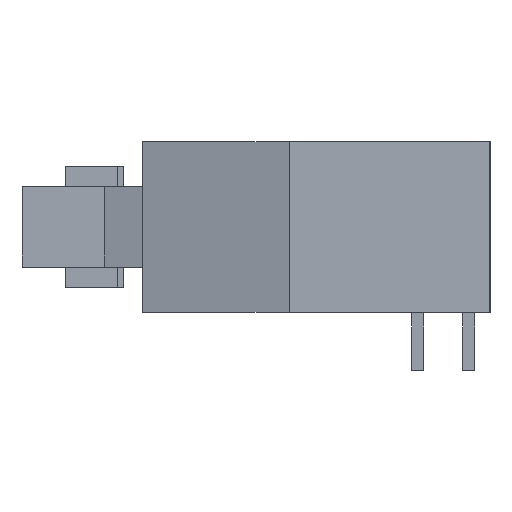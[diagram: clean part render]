
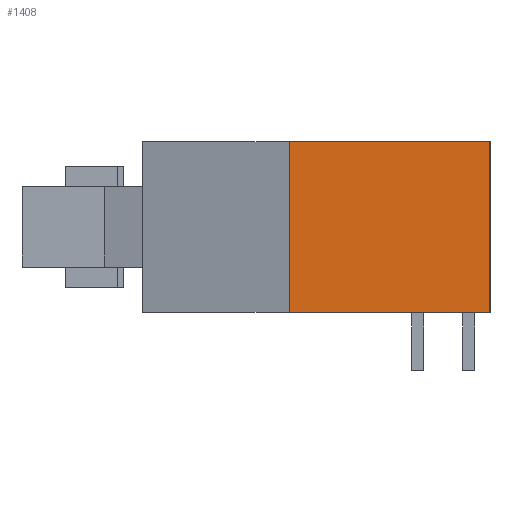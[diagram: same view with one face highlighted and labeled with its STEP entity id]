
A CAD part, left-side view. The second image highlights one B-rep face of the part: STEP entity #1408.
In plain terms, the highlighted planar face has unit normal (-1, 0, 0).
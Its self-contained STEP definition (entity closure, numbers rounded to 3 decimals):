
#1408=ADVANCED_FACE('',(#2428),#1920,.T.);
#1920=PLANE('',#10754);
#2428=FACE_OUTER_BOUND('',#2933,.T.);
#2933=EDGE_LOOP('',(#4885,#4886,#4887,#4888));
#4885=ORIENTED_EDGE('',*,*,#7572,.T.);
#4886=ORIENTED_EDGE('',*,*,#7573,.T.);
#4887=ORIENTED_EDGE('',*,*,#7574,.T.);
#4888=ORIENTED_EDGE('',*,*,#7569,.F.);
#6367=VERTEX_POINT('',#15383);
#6368=VERTEX_POINT('',#15385);
#6370=VERTEX_POINT('',#15391);
#6371=VERTEX_POINT('',#15393);
#7569=EDGE_CURVE('',#6367,#6368,#8842,.T.);
#7572=EDGE_CURVE('',#6367,#6370,#8845,.T.);
#7573=EDGE_CURVE('',#6370,#6371,#8846,.T.);
#7574=EDGE_CURVE('',#6371,#6368,#8847,.T.);
#8842=LINE('',#15384,#10107);
#8845=LINE('',#15390,#10110);
#8846=LINE('',#15392,#10111);
#8847=LINE('',#15394,#10112);
#10107=VECTOR('',#12793,1.);
#10110=VECTOR('',#12798,1.);
#10111=VECTOR('',#12799,1.);
#10112=VECTOR('',#12800,1.);
#10754=AXIS2_PLACEMENT_3D('',#15395,#12801,#12802);
#12793=DIRECTION('',(0.,0.,1.));
#12798=DIRECTION('',(0.,-1.,0.));
#12799=DIRECTION('',(0.,0.,1.));
#12800=DIRECTION('',(0.,1.,0.));
#12801=DIRECTION('',(-1.,0.,0.));
#12802=DIRECTION('',(0.,-1.,0.));
#15383=CARTESIAN_POINT('',(-31.573,12.59,0.));
#15384=CARTESIAN_POINT('',(-31.573,12.59,0.));
#15385=CARTESIAN_POINT('',(-31.573,12.59,8.5));
#15390=CARTESIAN_POINT('',(-31.573,12.59,0.));
#15391=CARTESIAN_POINT('',(-31.573,2.59,0.));
#15392=CARTESIAN_POINT('',(-31.573,2.59,0.));
#15393=CARTESIAN_POINT('',(-31.573,2.59,8.5));
#15394=CARTESIAN_POINT('',(-31.573,2.59,8.5));
#15395=CARTESIAN_POINT('',(-31.573,12.59,0.));
